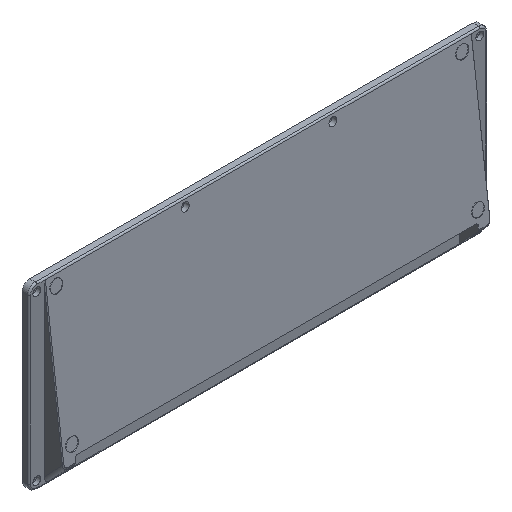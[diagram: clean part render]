
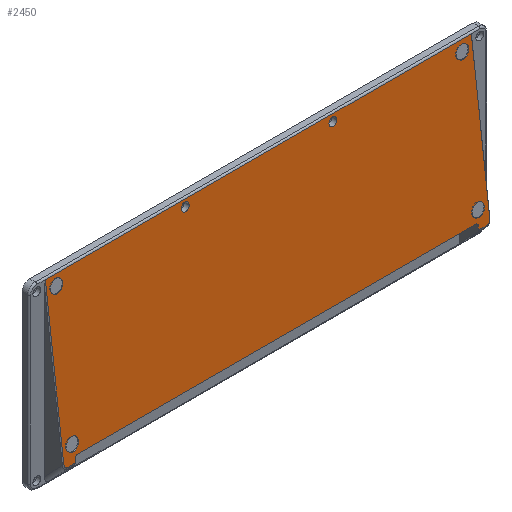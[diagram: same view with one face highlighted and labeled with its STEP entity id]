
A CAD part, isometric view. The second image highlights one B-rep face of the part: STEP entity #2450.
In plain terms, the highlighted planar face has unit normal (0, -0.993, 0.122).
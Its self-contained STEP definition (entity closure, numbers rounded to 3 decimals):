
#25=B_SPLINE_CURVE_WITH_KNOTS('',3,(#4125,#4126,#4127,#4128,#4129,#4130),
 .UNSPECIFIED.,.F.,.F.,(4,1,1,4),(-1.443,-0.824,
-0.412,0.),.UNSPECIFIED.);
#26=B_SPLINE_CURVE_WITH_KNOTS('',3,(#4131,#4132,#4133,#4134),
 .UNSPECIFIED.,.F.,.F.,(4,4),(-1.571,-1.443),
 .UNSPECIFIED.);
#27=B_SPLINE_CURVE_WITH_KNOTS('',3,(#4138,#4139,#4140,#4141),
 .UNSPECIFIED.,.F.,.F.,(4,4),(1.443,1.571),
 .UNSPECIFIED.);
#28=B_SPLINE_CURVE_WITH_KNOTS('',3,(#4143,#4144,#4145,#4146,#4147),
 .UNSPECIFIED.,.F.,.F.,(4,1,4),(0.,0.618,
1.443),.UNSPECIFIED.);
#40=FACE_BOUND('',#525,.T.);
#41=FACE_BOUND('',#526,.T.);
#42=FACE_BOUND('',#527,.T.);
#43=FACE_BOUND('',#528,.T.);
#44=FACE_BOUND('',#529,.T.);
#45=FACE_BOUND('',#530,.T.);
#65=ELLIPSE('',#2722,1.511,1.5);
#66=ELLIPSE('',#2723,1.511,1.5);
#67=ELLIPSE('',#2724,2.519,2.5);
#68=ELLIPSE('',#2725,2.519,2.5);
#159=CIRCLE('',#2590,4.);
#161=CIRCLE('',#2594,4.);
#163=CIRCLE('',#2598,4.);
#165=CIRCLE('',#2602,4.);
#366=FACE_OUTER_BOUND('',#524,.T.);
#524=EDGE_LOOP('',(#2047,#2048,#2049,#2050,#2051,#2052,#2053,#2054,#2055,
#2056,#2057,#2058,#2059,#2060));
#525=EDGE_LOOP('',(#2061));
#526=EDGE_LOOP('',(#2062));
#527=EDGE_LOOP('',(#2063));
#528=EDGE_LOOP('',(#2064));
#529=EDGE_LOOP('',(#2065));
#530=EDGE_LOOP('',(#2066));
#688=LINE('',#3847,#902);
#741=LINE('',#4032,#955);
#742=LINE('',#4036,#956);
#760=LINE('',#4121,#974);
#761=LINE('',#4123,#975);
#762=LINE('',#4136,#976);
#763=LINE('',#4148,#977);
#764=LINE('',#4152,#978);
#902=VECTOR('',#3113,10.);
#955=VECTOR('',#3298,10.);
#956=VECTOR('',#3303,10.);
#974=VECTOR('',#3393,10.);
#975=VECTOR('',#3394,10.);
#976=VECTOR('',#3395,10.);
#977=VECTOR('',#3396,10.);
#978=VECTOR('',#3399,10.);
#1082=VERTEX_POINT('',#3767);
#1084=VERTEX_POINT('',#3774);
#1086=VERTEX_POINT('',#3781);
#1088=VERTEX_POINT('',#3788);
#1110=VERTEX_POINT('',#3844);
#1111=VERTEX_POINT('',#3846);
#1134=VERTEX_POINT('',#3903);
#1177=VERTEX_POINT('',#4030);
#1178=VERTEX_POINT('',#4035);
#1198=VERTEX_POINT('',#4119);
#1199=VERTEX_POINT('',#4120);
#1200=VERTEX_POINT('',#4122);
#1201=VERTEX_POINT('',#4124);
#1202=VERTEX_POINT('',#4135);
#1203=VERTEX_POINT('',#4137);
#1204=VERTEX_POINT('',#4142);
#1205=VERTEX_POINT('',#4149);
#1206=VERTEX_POINT('',#4151);
#1207=VERTEX_POINT('',#4154);
#1208=VERTEX_POINT('',#4156);
#1346=EDGE_CURVE('',#1082,#1082,#159,.T.);
#1349=EDGE_CURVE('',#1084,#1084,#161,.T.);
#1352=EDGE_CURVE('',#1086,#1086,#163,.T.);
#1355=EDGE_CURVE('',#1088,#1088,#165,.T.);
#1383=EDGE_CURVE('',#1111,#1110,#688,.T.);
#1475=EDGE_CURVE('',#1134,#1177,#741,.T.);
#1477=EDGE_CURVE('',#1134,#1178,#742,.T.);
#1514=EDGE_CURVE('',#1198,#1199,#760,.T.);
#1515=EDGE_CURVE('',#1200,#1199,#761,.T.);
#1516=EDGE_CURVE('',#1201,#1200,#25,.T.);
#1517=EDGE_CURVE('',#1178,#1201,#26,.T.);
#1518=EDGE_CURVE('',#1202,#1177,#762,.T.);
#1519=EDGE_CURVE('',#1203,#1202,#27,.T.);
#1520=EDGE_CURVE('',#1204,#1203,#28,.T.);
#1521=EDGE_CURVE('',#1111,#1204,#763,.T.);
#1522=EDGE_CURVE('',#1205,#1110,#65,.T.);
#1523=EDGE_CURVE('',#1205,#1206,#764,.T.);
#1524=EDGE_CURVE('',#1198,#1206,#66,.T.);
#1525=EDGE_CURVE('',#1207,#1207,#67,.T.);
#1526=EDGE_CURVE('',#1208,#1208,#68,.T.);
#2047=ORIENTED_EDGE('',*,*,#1514,.T.);
#2048=ORIENTED_EDGE('',*,*,#1515,.F.);
#2049=ORIENTED_EDGE('',*,*,#1516,.F.);
#2050=ORIENTED_EDGE('',*,*,#1517,.F.);
#2051=ORIENTED_EDGE('',*,*,#1477,.F.);
#2052=ORIENTED_EDGE('',*,*,#1475,.T.);
#2053=ORIENTED_EDGE('',*,*,#1518,.F.);
#2054=ORIENTED_EDGE('',*,*,#1519,.F.);
#2055=ORIENTED_EDGE('',*,*,#1520,.F.);
#2056=ORIENTED_EDGE('',*,*,#1521,.F.);
#2057=ORIENTED_EDGE('',*,*,#1383,.T.);
#2058=ORIENTED_EDGE('',*,*,#1522,.F.);
#2059=ORIENTED_EDGE('',*,*,#1523,.T.);
#2060=ORIENTED_EDGE('',*,*,#1524,.F.);
#2061=ORIENTED_EDGE('',*,*,#1346,.T.);
#2062=ORIENTED_EDGE('',*,*,#1349,.T.);
#2063=ORIENTED_EDGE('',*,*,#1352,.T.);
#2064=ORIENTED_EDGE('',*,*,#1355,.T.);
#2065=ORIENTED_EDGE('',*,*,#1525,.T.);
#2066=ORIENTED_EDGE('',*,*,#1526,.T.);
#2317=PLANE('',#2721);
#2450=ADVANCED_FACE('',(#366,#40,#41,#42,#43,#44,#45),#2317,.T.);
#2590=AXIS2_PLACEMENT_3D('',#3768,#3035,#3036);
#2594=AXIS2_PLACEMENT_3D('',#3775,#3044,#3045);
#2598=AXIS2_PLACEMENT_3D('',#3782,#3053,#3054);
#2602=AXIS2_PLACEMENT_3D('',#3789,#3062,#3063);
#2721=AXIS2_PLACEMENT_3D('',#4118,#3391,#3392);
#2722=AXIS2_PLACEMENT_3D('',#4150,#3397,#3398);
#2723=AXIS2_PLACEMENT_3D('',#4153,#3400,#3401);
#2724=AXIS2_PLACEMENT_3D('',#4155,#3402,#3403);
#2725=AXIS2_PLACEMENT_3D('',#4157,#3404,#3405);
#3035=DIRECTION('center_axis',(0.,0.993,-0.122));
#3036=DIRECTION('ref_axis',(1.,0.,0.));
#3044=DIRECTION('center_axis',(0.,0.993,-0.122));
#3045=DIRECTION('ref_axis',(1.,0.,0.));
#3053=DIRECTION('center_axis',(0.,0.993,-0.122));
#3054=DIRECTION('ref_axis',(1.,0.,0.));
#3062=DIRECTION('center_axis',(0.,0.993,-0.122));
#3063=DIRECTION('ref_axis',(1.,0.,0.));
#3113=DIRECTION('',(0.,0.122,0.993));
#3298=DIRECTION('',(-1.,0.,0.));
#3303=DIRECTION('',(0.,-0.122,-0.993));
#3391=DIRECTION('center_axis',(0.,-0.993,0.122));
#3392=DIRECTION('ref_axis',(0.,0.122,0.993));
#3393=DIRECTION('',(0.,-0.122,-0.993));
#3394=DIRECTION('',(-1.,0.,0.));
#3395=DIRECTION('',(0.,0.122,0.993));
#3396=DIRECTION('',(-1.,0.,0.));
#3397=DIRECTION('center_axis',(0.,-0.993,0.122));
#3398=DIRECTION('ref_axis',(0.,0.122,0.993));
#3399=DIRECTION('',(1.,0.,0.));
#3400=DIRECTION('center_axis',(0.,-0.993,0.122));
#3401=DIRECTION('ref_axis',(0.,0.122,0.993));
#3402=DIRECTION('center_axis',(0.,0.993,-0.122));
#3403=DIRECTION('ref_axis',(0.,-0.122,-0.993));
#3404=DIRECTION('center_axis',(0.,0.993,-0.122));
#3405=DIRECTION('ref_axis',(0.,-0.122,-0.993));
#3767=CARTESIAN_POINT('',(-135.125,-24.026,-32.923));
#3768=CARTESIAN_POINT('Origin',(-131.125,-24.026,-32.923));
#3774=CARTESIAN_POINT('',(127.125,-24.026,-32.923));
#3775=CARTESIAN_POINT('Origin',(131.125,-24.026,-32.923));
#3781=CARTESIAN_POINT('',(-135.125,-13.792,50.423));
#3782=CARTESIAN_POINT('Origin',(-131.125,-13.792,50.423));
#3788=CARTESIAN_POINT('',(127.125,-13.792,50.423));
#3789=CARTESIAN_POINT('Origin',(131.125,-13.792,50.423));
#3844=CARTESIAN_POINT('',(-130.125,-25.002,-40.875));
#3846=CARTESIAN_POINT('',(-130.125,-25.281,-43.144));
#3847=CARTESIAN_POINT('',(-130.125,-24.992,-40.793));
#3903=CARTESIAN_POINT('',(137.625,-13.,56.875));
#4030=CARTESIAN_POINT('',(-137.625,-13.,56.875));
#4032=CARTESIAN_POINT('',(148.125,-13.,56.875));
#4035=CARTESIAN_POINT('',(137.625,-24.944,-40.401));
#4036=CARTESIAN_POINT('',(137.625,-22.657,-21.771));
#4118=CARTESIAN_POINT('Origin',(148.125,-25.342,-43.64));
#4119=CARTESIAN_POINT('',(130.125,-25.002,-40.875));
#4120=CARTESIAN_POINT('',(130.125,-25.281,-43.144));
#4121=CARTESIAN_POINT('',(130.125,-27.109,-58.033));
#4122=CARTESIAN_POINT('',(135.625,-25.281,-43.144));
#4123=CARTESIAN_POINT('',(148.125,-25.281,-43.144));
#4124=CARTESIAN_POINT('',(137.607,-24.989,-40.766));
#4125=CARTESIAN_POINT('Ctrl Pts',(137.607,-24.989,-40.766));
#4126=CARTESIAN_POINT('Ctrl Pts',(137.549,-25.06,-41.35));
#4127=CARTESIAN_POINT('Ctrl Pts',(137.208,-25.174,-42.271));
#4128=CARTESIAN_POINT('Ctrl Pts',(136.389,-25.264,-43.01));
#4129=CARTESIAN_POINT('Ctrl Pts',(135.879,-25.281,-43.144));
#4130=CARTESIAN_POINT('Ctrl Pts',(135.625,-25.281,-43.144));
#4131=CARTESIAN_POINT('Ctrl Pts',(137.625,-24.944,-40.401));
#4132=CARTESIAN_POINT('Ctrl Pts',(137.625,-24.959,-40.523));
#4133=CARTESIAN_POINT('Ctrl Pts',(137.619,-24.974,-40.645));
#4134=CARTESIAN_POINT('Ctrl Pts',(137.607,-24.989,-40.766));
#4135=CARTESIAN_POINT('',(-137.625,-24.944,-40.401));
#4136=CARTESIAN_POINT('',(-137.625,-22.657,-21.771));
#4137=CARTESIAN_POINT('',(-137.607,-24.989,-40.766));
#4138=CARTESIAN_POINT('Ctrl Pts',(-137.607,-24.989,-40.766));
#4139=CARTESIAN_POINT('Ctrl Pts',(-137.619,-24.974,-40.645));
#4140=CARTESIAN_POINT('Ctrl Pts',(-137.625,-24.959,-40.523));
#4141=CARTESIAN_POINT('Ctrl Pts',(-137.625,-24.944,-40.401));
#4142=CARTESIAN_POINT('',(-135.625,-25.281,-43.144));
#4143=CARTESIAN_POINT('Ctrl Pts',(-135.625,-25.281,-43.144));
#4144=CARTESIAN_POINT('Ctrl Pts',(-136.006,-25.281,-43.144));
#4145=CARTESIAN_POINT('Ctrl Pts',(-136.924,-25.237,-42.791));
#4146=CARTESIAN_POINT('Ctrl Pts',(-137.53,-25.084,-41.544));
#4147=CARTESIAN_POINT('Ctrl Pts',(-137.607,-24.989,-40.766));
#4148=CARTESIAN_POINT('',(148.125,-25.281,-43.144));
#4149=CARTESIAN_POINT('',(-128.625,-24.818,-39.375));
#4150=CARTESIAN_POINT('Origin',(-128.625,-25.002,-40.875));
#4151=CARTESIAN_POINT('',(128.625,-24.818,-39.375));
#4152=CARTESIAN_POINT('',(139.125,-24.818,-39.375));
#4153=CARTESIAN_POINT('Origin',(128.625,-25.002,-40.875));
#4154=CARTESIAN_POINT('',(-45.208,-13.491,52.875));
#4155=CARTESIAN_POINT('Origin',(-47.708,-13.491,52.875));
#4156=CARTESIAN_POINT('',(50.208,-13.491,52.875));
#4157=CARTESIAN_POINT('Origin',(47.708,-13.491,52.875));
